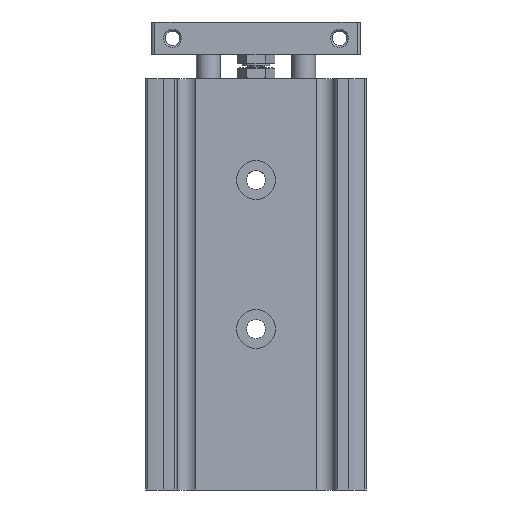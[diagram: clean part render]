
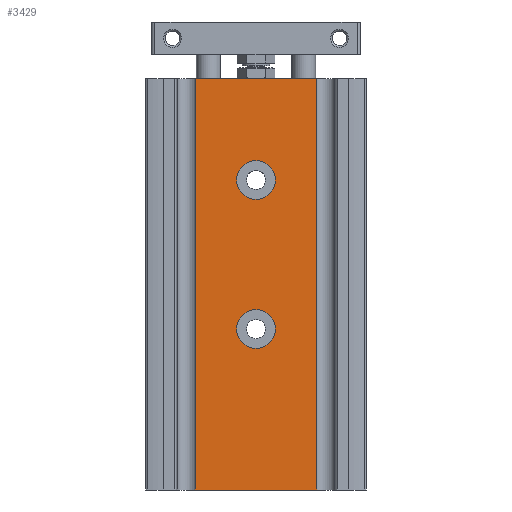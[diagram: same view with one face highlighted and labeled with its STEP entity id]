
A CAD part, front view. The second image highlights one B-rep face of the part: STEP entity #3429.
In plain terms, the highlighted face is planar.
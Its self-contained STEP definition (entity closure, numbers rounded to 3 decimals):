
#107=LINE('',#5836,#315);
#147=LINE('',#6041,#355);
#160=LINE('',#6083,#368);
#161=LINE('',#6084,#369);
#315=VECTOR('',#4666,1000.);
#355=VECTOR('',#4832,1000.);
#368=VECTOR('',#4877,1000.);
#369=VECTOR('',#4878,1000.);
#525=PLANE('',#4254);
#814=ORIENTED_EDGE('',*,*,#1721,.T.);
#815=ORIENTED_EDGE('',*,*,#1722,.T.);
#816=ORIENTED_EDGE('',*,*,#1723,.T.);
#817=ORIENTED_EDGE('',*,*,#1700,.F.);
#818=ORIENTED_EDGE('',*,*,#1724,.F.);
#819=ORIENTED_EDGE('',*,*,#1598,.T.);
#1598=EDGE_CURVE('',#2058,#2057,#107,.T.);
#1700=EDGE_CURVE('',#2159,#2160,#147,.T.);
#1721=EDGE_CURVE('',#2171,#2171,#2458,.T.);
#1722=EDGE_CURVE('',#2172,#2172,#2459,.T.);
#1723=EDGE_CURVE('',#2057,#2160,#160,.T.);
#1724=EDGE_CURVE('',#2058,#2159,#161,.T.);
#2057=VERTEX_POINT('',#5835);
#2058=VERTEX_POINT('',#5837);
#2159=VERTEX_POINT('',#6040);
#2160=VERTEX_POINT('',#6042);
#2171=VERTEX_POINT('',#6080);
#2172=VERTEX_POINT('',#6082);
#2458=CIRCLE('',#4255,3.25);
#2459=CIRCLE('',#4256,3.25);
#2606=EDGE_LOOP('',(#814));
#2607=EDGE_LOOP('',(#815));
#2608=EDGE_LOOP('',(#816,#817,#818,#819));
#2978=FACE_BOUND('',#2606,.T.);
#2979=FACE_BOUND('',#2607,.T.);
#2980=FACE_BOUND('',#2608,.T.);
#3429=ADVANCED_FACE('',(#2978,#2979,#2980),#525,.T.);
#4254=AXIS2_PLACEMENT_3D('',#6078,#4871,#4872);
#4255=AXIS2_PLACEMENT_3D('',#6079,#4873,#4874);
#4256=AXIS2_PLACEMENT_3D('',#6081,#4875,#4876);
#4666=DIRECTION('',(0.,-1.,0.));
#4832=DIRECTION('',(0.,-1.,0.));
#4871=DIRECTION('',(-1.,0.,0.));
#4872=DIRECTION('',(0.,0.,1.));
#4873=DIRECTION('',(1.,0.,0.));
#4874=DIRECTION('',(0.,0.,-1.));
#4875=DIRECTION('',(1.,0.,0.));
#4876=DIRECTION('',(0.,0.,-1.));
#4877=DIRECTION('',(0.,0.,1.));
#4878=DIRECTION('',(0.,0.,1.));
#5835=CARTESIAN_POINT('',(-8.,-10.184,-69.));
#5836=CARTESIAN_POINT('',(-8.,15.5,-69.));
#5837=CARTESIAN_POINT('',(-8.,10.184,-69.));
#6040=CARTESIAN_POINT('',(-8.,10.184,0.));
#6041=CARTESIAN_POINT('',(-8.,15.5,0.));
#6042=CARTESIAN_POINT('',(-8.,-10.184,0.));
#6078=CARTESIAN_POINT('',(-8.,15.5,-69.));
#6079=CARTESIAN_POINT('',(-8.,0.,-42.));
#6080=CARTESIAN_POINT('',(-8.,0.,-45.25));
#6081=CARTESIAN_POINT('',(-8.,0.,-17.));
#6082=CARTESIAN_POINT('',(-8.,0.,-20.25));
#6083=CARTESIAN_POINT('',(-8.,-10.184,-69.));
#6084=CARTESIAN_POINT('',(-8.,10.184,-69.));
